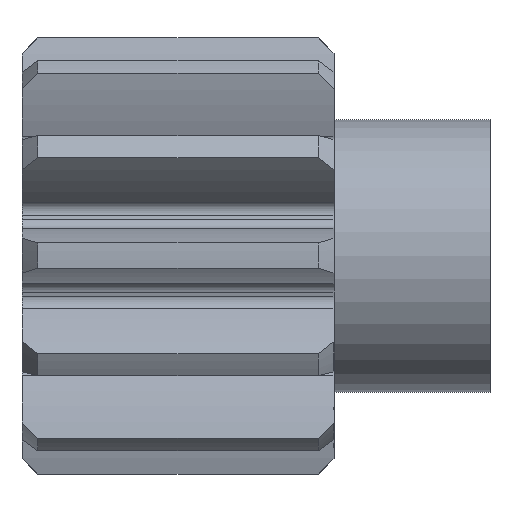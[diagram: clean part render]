
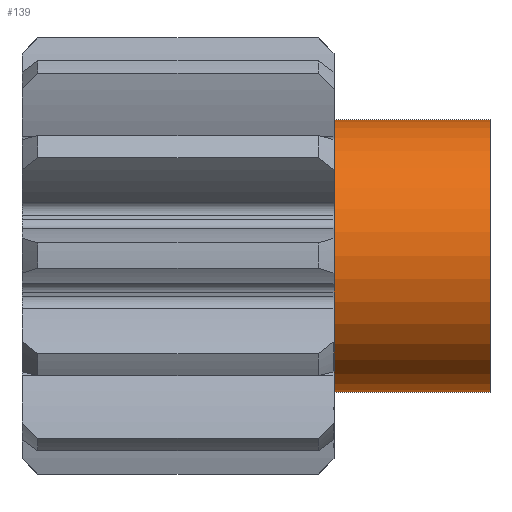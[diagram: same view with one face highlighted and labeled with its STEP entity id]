
A CAD part, top view. The second image highlights one B-rep face of the part: STEP entity #139.
In plain terms, the highlighted cylindrical face has radius 17.5 mm (diameter 35 mm), a partial arc.
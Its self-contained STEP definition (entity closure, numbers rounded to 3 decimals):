
#139=ADVANCED_FACE('',(#380),#381,.T.);
#380=FACE_OUTER_BOUND('',#723,.T.);
#381=CYLINDRICAL_SURFACE('',#724,17.5);
#723=EDGE_LOOP('',(#1070,#1071,#1072,#1073));
#724=AXIS2_PLACEMENT_3D('',#1074,#1075,#1076);
#1070=ORIENTED_EDGE('',*,*,#2147,.F.);
#1071=ORIENTED_EDGE('',*,*,#2148,.T.);
#1072=ORIENTED_EDGE('',*,*,#2149,.F.);
#1073=ORIENTED_EDGE('',*,*,#2150,.F.);
#1074=CARTESIAN_POINT('',(50.0,0.0,0.0));
#1075=DIRECTION('',(1.0,0.0,0.0));
#1076=DIRECTION('',(0.0,1.0,0.0));
#2147=EDGE_CURVE('',#2584,#2585,#2586,.T.);
#2148=EDGE_CURVE('',#2584,#2587,#2588,.T.);
#2149=EDGE_CURVE('',#2589,#2587,#2590,.T.);
#2150=EDGE_CURVE('',#2585,#2589,#2591,.T.);
#2584=VERTEX_POINT('',#3231);
#2585=VERTEX_POINT('',#3232);
#2586=LINE('',#3233,#3234);
#2587=VERTEX_POINT('',#3235);
#2588=CIRCLE('',#3236,17.5);
#2589=VERTEX_POINT('',#3237);
#2590=LINE('',#3238,#3239);
#2591=CIRCLE('',#3240,17.5);
#3231=CARTESIAN_POINT('',(40.0,17.5,0.0));
#3232=CARTESIAN_POINT('',(60.0,17.5,0.0));
#3233=CARTESIAN_POINT('',(50.0,17.5,0.));
#3234=VECTOR('',#4191,1.0);
#3235=CARTESIAN_POINT('',(40.0,-17.5,0.));
#3236=AXIS2_PLACEMENT_3D('',#4192,#4193,#4194);
#3237=CARTESIAN_POINT('',(60.0,-17.5,0.));
#3238=CARTESIAN_POINT('',(50.0,-17.5,0.));
#3239=VECTOR('',#4195,1.0);
#3240=AXIS2_PLACEMENT_3D('',#4196,#4197,#4198);
#4191=DIRECTION('',(1.0,0.0,0.0));
#4192=CARTESIAN_POINT('',(40.0,0.0,0.0));
#4193=DIRECTION('',(1.0,0.0,0.0));
#4194=DIRECTION('',(0.0,1.0,0.0));
#4195=DIRECTION('',(-1.0,-0.0,-0.0));
#4196=CARTESIAN_POINT('',(60.0,0.0,0.0));
#4197=DIRECTION('',(1.0,0.0,0.0));
#4198=DIRECTION('',(0.0,1.0,0.0));
